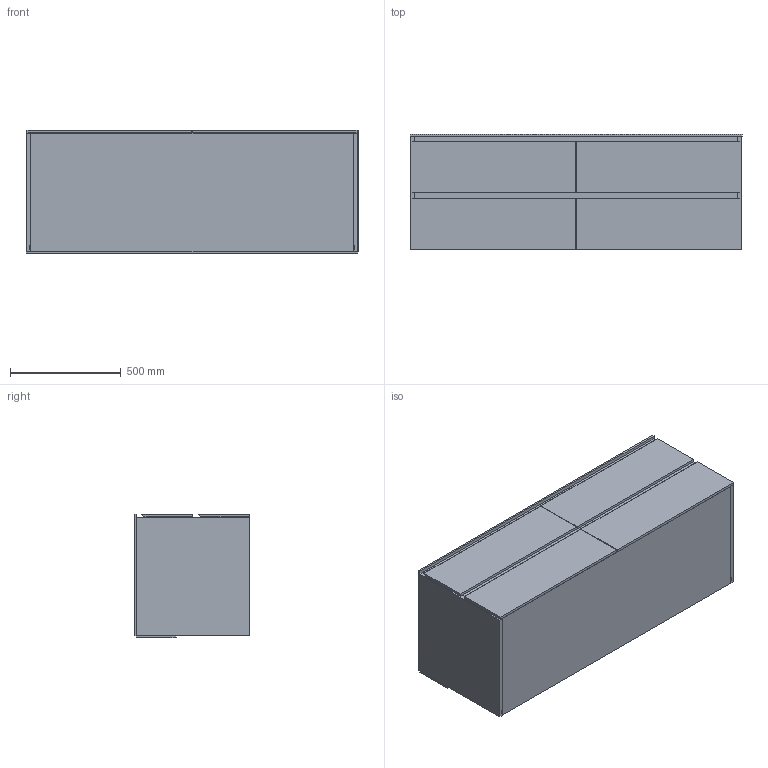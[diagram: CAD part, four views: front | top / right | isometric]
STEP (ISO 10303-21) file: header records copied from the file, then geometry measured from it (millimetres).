
FILE_DESCRIPTION (( 'STEP AP214' ), '1' );
FILE_NAME ('WP1500500-4AUSNCUR-A.STEP', '2020-08-26T12:39:28', ( 'User' ), ( '' ), 'SwSTEP 2.0', 'SolidWorks 2019', '' );
FILE_SCHEMA (( 'AUTOMOTIVE_DESIGN' ));
Length unit declared in the file: millimetre
Products named in the file (5): WP 1500500-4AUSNCUR-A_us; WP 1500500-4AUSNCUR-A_wt_Mit Hahnloch ohne šberlauf; WP 1500500-4AUSNCUR-A_wt; WP1500500-4AUSNCUR-A; WP 1500500-4AUSNCUR-A_us_Spanweiá lackiert<Wie bearbeitet>
Assembly tree (2 placements, depth 2):
  WP 1500500-4AUSNCUR-A_us
  WP 1500500-4AUSNCUR-A_wt
  WP1500500-4AUSNCUR-A
    WP 1500500-4AUSNCUR-A_us_Spanweiá lackiert<Wie bearbeitet>
    WP 1500500-4AUSNCUR-A_wt_Mit Hahnloch ohne šberlauf
Bounding box: 1500 x 520 x 558 mm (x, y, z)
Volume: 84794270.4 mm3; surface area: 11940531.6 mm2
Topology: 31 solids, 31 shells, 285 faces, 665 edges, 443 vertices
Faces by surface type: plane 251, cylinder 24, bspline 10
Entity records: 61093 total; most frequent: CARTESIAN_POINT 54152, ORIENTED_EDGE 1330, DIRECTION 1240, EDGE_CURVE 665, LINE 590, VECTOR 590, VERTEX_POINT 443, AXIS2_PLACEMENT_3D 325
